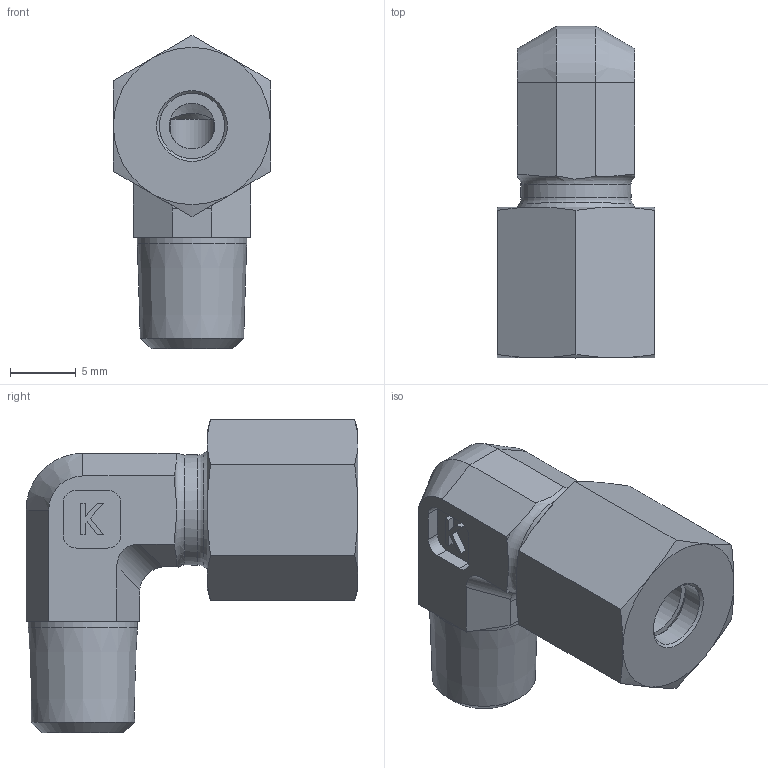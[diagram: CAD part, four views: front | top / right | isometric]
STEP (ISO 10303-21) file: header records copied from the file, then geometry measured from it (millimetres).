
FILE_DESCRIPTION((''),'2;1');
FILE_NAME('22001050810.stp','2014-08-26T10:55:01',(''),('KNOMI spol. s r. o.'),'Autodesk Inventor 2012','Autodesk Inventor 2012','');
FILE_SCHEMA(('AUTOMOTIVE_DESIGN { 1 2 10303 214 0 1 1 1 }'));
Length unit declared in the file: millimetre
Products named in the file (4): LHCM1K 5LLMkuž M8x1/M10x1; 21001 050810; 3900510; 40005
Assembly tree (3 placements, depth 2):
  LHCM1K 5LLMkuž M8x1/M10x1
    21001 050810
    3900510
    40005
Bounding box: 12 x 25.33 x 23.93 mm (x, y, z)
Volume: 2538.4 mm3; surface area: 2588.4 mm2
Topology: 3 solids, 3 shells, 109 faces, 261 edges, 168 vertices
Faces by surface type: plane 50, cone 33, cylinder 23, torus 3
Full cylindrical faces by diameter (mm): 3.5 x2, 5 x3, 6.5 x1, 7 x1, 8.344 x1, 8.4 x1, 8.917 x1, 10 x1
Entity records: 3235 total; most frequent: CARTESIAN_POINT 647, DIRECTION 502, ORIENTED_EDGE 440, EDGE_CURVE 220, AXIS2_PLACEMENT_3D 197, VERTEX_POINT 148, EDGE_LOOP 146, STYLED_ITEM 118
